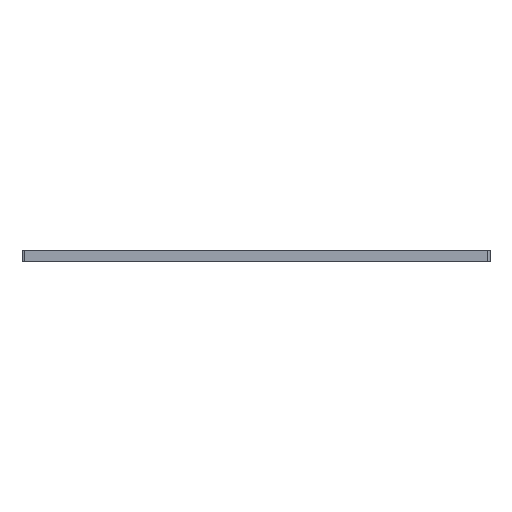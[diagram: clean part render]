
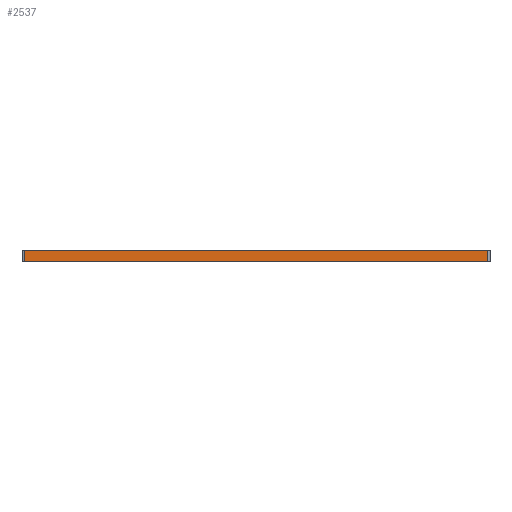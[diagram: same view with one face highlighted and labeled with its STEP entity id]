
A CAD part, front view. The second image highlights one B-rep face of the part: STEP entity #2537.
In plain terms, the highlighted planar face has unit normal (0, -1, 0).
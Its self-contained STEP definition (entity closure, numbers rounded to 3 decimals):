
#238=DIRECTION('',(1.,0.,0.));
#239=VECTOR('',#238,204.);
#240=CARTESIAN_POINT('',(-102.,-75.,10.));
#241=LINE('',#240,#239);
#393=DIRECTION('',(1.,0.,0.));
#394=VECTOR('',#393,204.);
#395=CARTESIAN_POINT('',(-102.,-75.,5.));
#396=LINE('',#395,#394);
#919=DIRECTION('',(0.,0.,-1.));
#920=VECTOR('',#919,5.);
#921=CARTESIAN_POINT('',(-102.,-75.,10.));
#922=LINE('',#921,#920);
#923=DIRECTION('',(0.,0.,-1.));
#924=VECTOR('',#923,5.);
#925=CARTESIAN_POINT('',(102.,-75.,10.));
#926=LINE('',#925,#924);
#1285=CARTESIAN_POINT('',(-102.,-75.,5.));
#1287=VERTEX_POINT('',#1285);
#1291=CARTESIAN_POINT('',(-102.,-75.,10.));
#1292=VERTEX_POINT('',#1291);
#1294=CARTESIAN_POINT('',(102.,-75.,5.));
#1296=VERTEX_POINT('',#1294);
#1297=CARTESIAN_POINT('',(102.,-75.,10.));
#1298=VERTEX_POINT('',#1297);
#2525=CARTESIAN_POINT('',(-103.,-75.,0.));
#2526=DIRECTION('',(0.,-1.,0.));
#2527=DIRECTION('',(1.,0.,0.));
#2528=AXIS2_PLACEMENT_3D('',#2525,#2526,#2527);
#2529=PLANE('',#2528);
#2530=ORIENTED_EDGE('',*,*,#2520,.F.);
#2531=ORIENTED_EDGE('',*,*,#1360,.T.);
#2533=ORIENTED_EDGE('',*,*,#2532,.T.);
#2534=ORIENTED_EDGE('',*,*,#1580,.F.);
#2535=EDGE_LOOP('',(#2530,#2531,#2533,#2534));
#2536=FACE_OUTER_BOUND('',#2535,.F.);
#2537=ADVANCED_FACE('',(#2536),#2529,.T.);
#1360=EDGE_CURVE('',#1292,#1298,#241,.T.);
#1580=EDGE_CURVE('',#1287,#1296,#396,.T.);
#2520=EDGE_CURVE('',#1292,#1287,#922,.T.);
#2532=EDGE_CURVE('',#1298,#1296,#926,.T.);
